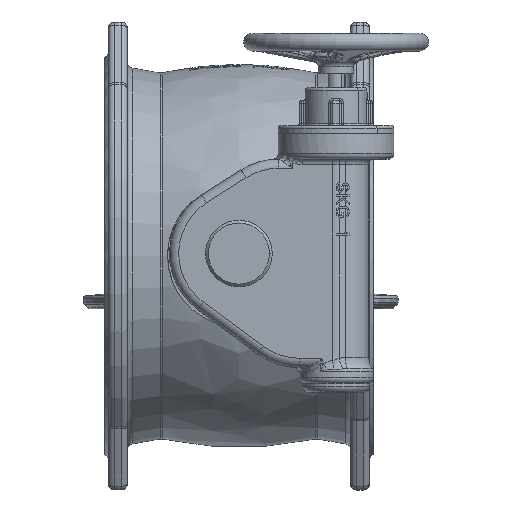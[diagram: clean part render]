
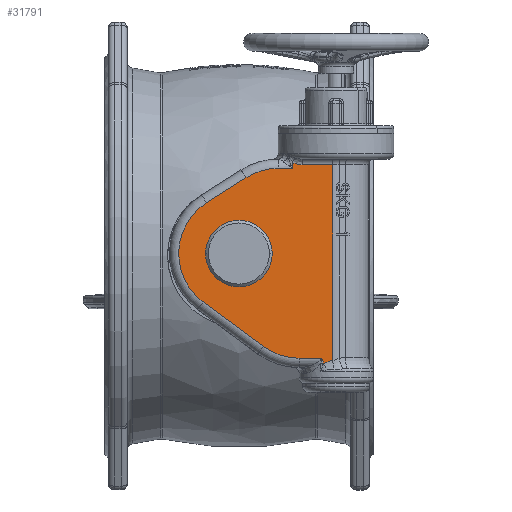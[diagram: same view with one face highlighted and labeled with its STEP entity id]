
A CAD part, top view. The second image highlights one B-rep face of the part: STEP entity #31791.
In plain terms, the highlighted planar face has unit normal (0, 0, 1).
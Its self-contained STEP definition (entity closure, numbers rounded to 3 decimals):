
#30036=CARTESIAN_POINT('',(-15.199,-114.075,
37.));
#30037=CARTESIAN_POINT('',(-15.292,-113.944,
37.));
#30038=CARTESIAN_POINT('',(-15.482,-113.705,
37.));
#30039=CARTESIAN_POINT('',(-15.774,-113.407,
37.));
#30040=CARTESIAN_POINT('',(-16.064,-113.172,
37.));
#30041=CARTESIAN_POINT('',(-16.251,-113.052,
37.));
#30042=CARTESIAN_POINT('',(-16.34,-113.001,
37.));
#30055=CARTESIAN_POINT('',(-13.964,-119.166,
37.));
#30056=CARTESIAN_POINT('',(-13.462,-118.82,
37.));
#30057=CARTESIAN_POINT('',(-12.385,-118.164,
37.));
#30058=CARTESIAN_POINT('',(-10.546,-117.296,
37.));
#30059=CARTESIAN_POINT('',(-8.48,-116.559,
37.));
#30060=CARTESIAN_POINT('',(-6.194,-115.972,
37.));
#30061=CARTESIAN_POINT('',(-4.495,-115.693,
37.));
#30062=CARTESIAN_POINT('',(-3.605,-115.589,
37.));
#30067=DIRECTION('',(0.,1.,0.));
#30068=VECTOR('',#30067,0.442);
#30069=CARTESIAN_POINT('',(-13.964,-119.166,
37.));
#30070=LINE('',#30069,#30068);
#30074=CARTESIAN_POINT('',(-13.964,-118.724,
37.));
#30075=CARTESIAN_POINT('',(-13.964,-118.497,
37.));
#30076=CARTESIAN_POINT('',(-13.976,-118.065,
37.));
#30077=CARTESIAN_POINT('',(-14.025,-117.477,
37.));
#30078=CARTESIAN_POINT('',(-14.097,-116.95,37.));
#30079=CARTESIAN_POINT('',(-14.187,-116.479,37.));
#30080=CARTESIAN_POINT('',(-14.29,-116.063,37.));
#30081=CARTESIAN_POINT('',(-14.401,-115.693,37.));
#30082=CARTESIAN_POINT('',(-14.522,-115.352,37.));
#30083=CARTESIAN_POINT('',(-14.66,-115.019,37.));
#30084=CARTESIAN_POINT('',(-14.817,-114.693,37.));
#30085=CARTESIAN_POINT('',(-14.999,-114.371,
37.));
#30086=CARTESIAN_POINT('',(-15.13,-114.171,
37.));
#30087=CARTESIAN_POINT('',(-15.199,-114.075,
37.));
#30092=DIRECTION('',(-1.,0.,0.));
#30093=VECTOR('',#30092,23.66);
#30094=CARTESIAN_POINT('',(-16.34,-113.001,
37.));
#30095=LINE('',#30094,#30093);
#30099=CARTESIAN_POINT('',(-40.,-48.,37.));
#30100=DIRECTION('',(0.,0.,-1.));
#30101=DIRECTION('',(0.,-1.,0.));
#30102=AXIS2_PLACEMENT_3D('',#30099,#30100,#30101);
#30107=DIRECTION('',(-0.804,0.594,0.));
#30108=VECTOR('',#30107,80.802);
#30109=CARTESIAN_POINT('',(-78.613,-100.288,37.));
#30110=LINE('',#30109,#30108);
#30114=CARTESIAN_POINT('',(-105.,0.,37.));
#30115=DIRECTION('',(0.,0.,-1.));
#30116=DIRECTION('',(-0.594,-0.804,0.));
#30117=AXIS2_PLACEMENT_3D('',#30114,#30115,#30116);
#30122=DIRECTION('',(0.844,0.536,0.));
#30123=VECTOR('',#30122,50.351);
#30124=CARTESIAN_POINT('',(-139.855,54.865,37.));
#30125=LINE('',#30124,#30123);
#30129=CARTESIAN_POINT('',(-62.5,27.,37.));
#30130=DIRECTION('',(0.,0.,-1.));
#30131=DIRECTION('',(-0.536,0.844,0.));
#30132=AXIS2_PLACEMENT_3D('',#30129,#30130,#30131);
#30137=DIRECTION('',(0.,1.,0.));
#30138=VECTOR('',#30137,6.536);
#30139=CARTESIAN_POINT('',(-47.236,92.,
37.));
#30140=LINE('',#30139,#30138);
#30144=CARTESIAN_POINT('',(-36.65,96.,
37.));
#30145=CARTESIAN_POINT('',(-37.658,96.,
37.));
#30146=CARTESIAN_POINT('',(-39.622,96.105,
37.));
#30147=CARTESIAN_POINT('',(-42.477,96.601,
37.));
#30148=CARTESIAN_POINT('',(-45.064,97.421,
37.));
#30149=CARTESIAN_POINT('',(-46.547,98.138,
37.));
#30150=CARTESIAN_POINT('',(-47.236,98.536,
37.));
#30155=DIRECTION('',(-1.,0.,0.));
#30156=VECTOR('',#30155,33.046);
#30157=CARTESIAN_POINT('',(-3.604,96.,37.));
#30158=LINE('',#30157,#30156);
#30162=CARTESIAN_POINT('',(-105.,0.,37.));
#30163=DIRECTION('',(0.,0.,1.));
#30164=DIRECTION('',(1.,0.,0.));
#30165=AXIS2_PLACEMENT_3D('',#30162,#30163,#30164);
#30170=CARTESIAN_POINT('',(-105.,0.,37.));
#30171=DIRECTION('',(0.,0.,1.));
#30172=DIRECTION('',(-1.,0.,0.));
#30173=AXIS2_PLACEMENT_3D('',#30170,#30171,#30172);
#30237=CARTESIAN_POINT('',(-3.605,-115.589,
37.));
#30247=DIRECTION('',(0.,1.,0.));
#30248=VECTOR('',#30247,211.589);
#30249=CARTESIAN_POINT('',(-3.605,-115.589,
37.));
#30250=LINE('',#30249,#30248);
#30632=DIRECTION('',(-1.,0.,0.));
#30633=VECTOR('',#30632,15.264);
#30634=CARTESIAN_POINT('',(-47.236,92.,
37.));
#30635=LINE('',#30634,#30633);
#31097=CARTESIAN_POINT('',(-97.355,81.865,37.));
#31098=CARTESIAN_POINT('',(-62.5,92.,37.));
#31099=VERTEX_POINT('',#31097);
#31100=VERTEX_POINT('',#31098);
#31105=CARTESIAN_POINT('',(-139.855,54.865,37.));
#31106=VERTEX_POINT('',#31105);
#31109=CARTESIAN_POINT('',(-143.613,-52.288,37.));
#31110=VERTEX_POINT('',#31109);
#31113=CARTESIAN_POINT('',(-78.613,-100.288,37.));
#31114=VERTEX_POINT('',#31113);
#31117=CARTESIAN_POINT('',(-40.,-113.,37.));
#31118=VERTEX_POINT('',#31117);
#31119=CARTESIAN_POINT('',(-47.236,92.,
37.));
#31120=CARTESIAN_POINT('',(-47.236,98.536,
37.));
#31121=VERTEX_POINT('',#31119);
#31122=VERTEX_POINT('',#31120);
#31127=CARTESIAN_POINT('',(-16.34,-113.001,
37.));
#31128=VERTEX_POINT('',#31127);
#31131=CARTESIAN_POINT('',(-13.964,-118.724,
37.));
#31132=VERTEX_POINT('',#31131);
#31166=CARTESIAN_POINT('',(-3.604,96.,37.));
#31167=VERTEX_POINT('',#31166);
#31170=CARTESIAN_POINT('',(-36.65,96.,
37.));
#31171=VERTEX_POINT('',#31170);
#31188=VERTEX_POINT('',#30087);
#31208=VERTEX_POINT('',#30237);
#31210=VERTEX_POINT('',#30055);
#31212=CARTESIAN_POINT('',(-69.,0.,37.));
#31213=CARTESIAN_POINT('',(-141.,0.,37.));
#31214=VERTEX_POINT('',#31212);
#31215=VERTEX_POINT('',#31213);
#31749=CARTESIAN_POINT('',(0.,0.,37.));
#31750=DIRECTION('',(0.,0.,1.));
#31751=DIRECTION('',(1.,0.,0.));
#31752=AXIS2_PLACEMENT_3D('',#31749,#31750,#31751);
#31753=PLANE('',#31752);
#31755=ORIENTED_EDGE('',*,*,#31754,.F.);
#31757=ORIENTED_EDGE('',*,*,#31756,.T.);
#31759=ORIENTED_EDGE('',*,*,#31758,.T.);
#31760=ORIENTED_EDGE('',*,*,#31742,.T.);
#31762=ORIENTED_EDGE('',*,*,#31761,.T.);
#31764=ORIENTED_EDGE('',*,*,#31763,.T.);
#31766=ORIENTED_EDGE('',*,*,#31765,.T.);
#31768=ORIENTED_EDGE('',*,*,#31767,.T.);
#31770=ORIENTED_EDGE('',*,*,#31769,.T.);
#31772=ORIENTED_EDGE('',*,*,#31771,.T.);
#31774=ORIENTED_EDGE('',*,*,#31773,.F.);
#31776=ORIENTED_EDGE('',*,*,#31775,.T.);
#31778=ORIENTED_EDGE('',*,*,#31777,.F.);
#31780=ORIENTED_EDGE('',*,*,#31779,.F.);
#31782=ORIENTED_EDGE('',*,*,#31781,.F.);
#31783=EDGE_LOOP('',(#31755,#31757,#31759,#31760,#31762,#31764,#31766,#31768,
#31770,#31772,#31774,#31776,#31778,#31780,#31782));
#31784=FACE_OUTER_BOUND('',#31783,.F.);
#31786=ORIENTED_EDGE('',*,*,#31785,.T.);
#31788=ORIENTED_EDGE('',*,*,#31787,.T.);
#31789=EDGE_LOOP('',(#31786,#31788));
#31790=FACE_BOUND('',#31789,.F.);
#31791=ADVANCED_FACE('',(#31784,#31790),#31753,.T.);
#30043=B_SPLINE_CURVE_WITH_KNOTS('',3,(#30036,#30037,#30038,#30039,#30040,
#30041,#30042),.UNSPECIFIED.,.F.,.F.,(4,1,1,1,4),(0.,0.25,0.5,0.75,
1.),.UNSPECIFIED.);
#30063=B_SPLINE_CURVE_WITH_KNOTS('',3,(#30055,#30056,#30057,#30058,#30059,
#30060,#30061,#30062),.UNSPECIFIED.,.F.,.F.,(4,1,1,1,1,4),(0.,0.2,0.4,
0.6,0.8,1.),.UNSPECIFIED.);
#30088=B_SPLINE_CURVE_WITH_KNOTS('',3,(#30074,#30075,#30076,#30077,#30078,
#30079,#30080,#30081,#30082,#30083,#30084,#30085,#30086,#30087),.UNSPECIFIED.,
.F.,.F.,(4,1,1,1,1,1,1,1,1,1,1,4),(0.,0.091,0.182,
0.273,0.364,0.455,0.545,
0.636,0.727,0.818,0.909,1.),
.UNSPECIFIED.);
#30103=CIRCLE('',#30102,65.);
#30118=CIRCLE('',#30117,65.);
#30133=CIRCLE('',#30132,65.);
#30151=B_SPLINE_CURVE_WITH_KNOTS('',3,(#30144,#30145,#30146,#30147,#30148,
#30149,#30150),.UNSPECIFIED.,.F.,.F.,(4,1,1,1,4),(0.,0.25,0.5,0.75,
1.),.UNSPECIFIED.);
#30166=CIRCLE('',#30165,36.);
#30174=CIRCLE('',#30173,36.);
#31742=EDGE_CURVE('',#31188,#31128,#30043,.T.);
#31754=EDGE_CURVE('',#31210,#31208,#30063,.T.);
#31756=EDGE_CURVE('',#31210,#31132,#30070,.T.);
#31758=EDGE_CURVE('',#31132,#31188,#30088,.T.);
#31761=EDGE_CURVE('',#31128,#31118,#30095,.T.);
#31763=EDGE_CURVE('',#31118,#31114,#30103,.T.);
#31765=EDGE_CURVE('',#31114,#31110,#30110,.T.);
#31767=EDGE_CURVE('',#31110,#31106,#30118,.T.);
#31769=EDGE_CURVE('',#31106,#31099,#30125,.T.);
#31771=EDGE_CURVE('',#31099,#31100,#30133,.T.);
#31773=EDGE_CURVE('',#31121,#31100,#30635,.T.);
#31775=EDGE_CURVE('',#31121,#31122,#30140,.T.);
#31777=EDGE_CURVE('',#31171,#31122,#30151,.T.);
#31779=EDGE_CURVE('',#31167,#31171,#30158,.T.);
#31781=EDGE_CURVE('',#31208,#31167,#30250,.T.);
#31785=EDGE_CURVE('',#31214,#31215,#30166,.T.);
#31787=EDGE_CURVE('',#31215,#31214,#30174,.T.);
